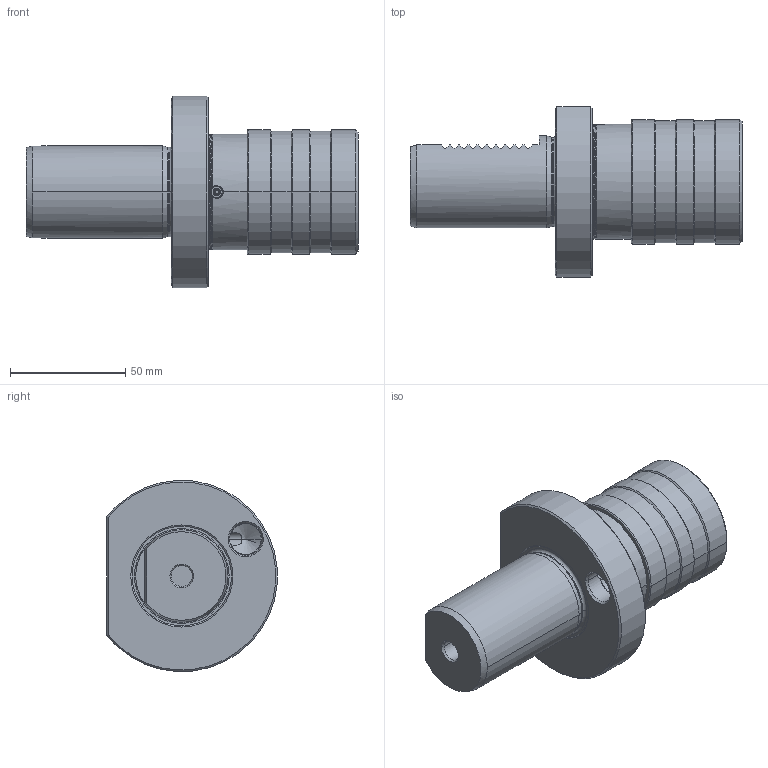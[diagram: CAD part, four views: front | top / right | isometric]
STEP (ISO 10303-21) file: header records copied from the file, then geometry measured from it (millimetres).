
FILE_DESCRIPTION((''),'2;1');
FILE_NAME('VDI40-2','2018-09-05T',('101107'),(''),'CREO PARAMETRIC BY PTC INC, 2015290','CREO PARAMETRIC BY PTC INC, 2015290','');
FILE_SCHEMA(('CONFIG_CONTROL_DESIGN'));
Length unit declared in the file: millimetre
Products named in the file (1): VDI40-2
Bounding box: 144 x 73.85 x 82.91 mm (x, y, z)
Volume: 254520 mm3; surface area: 45299.6 mm2
Topology: 1 solids, 1 shells, 234 faces, 589 edges, 361 vertices
Faces by surface type: plane 89, cylinder 64, cone 57, torus 18, sphere 6
Entity records: 7521 total; most frequent: CARTESIAN_POINT 2053, ORIENTED_EDGE 1162, DIRECTION 1097, EDGE_CURVE 581, AXIS2_PLACEMENT_3D 429, VERTEX_POINT 361, EDGE_LOOP 252, VECTOR 239
